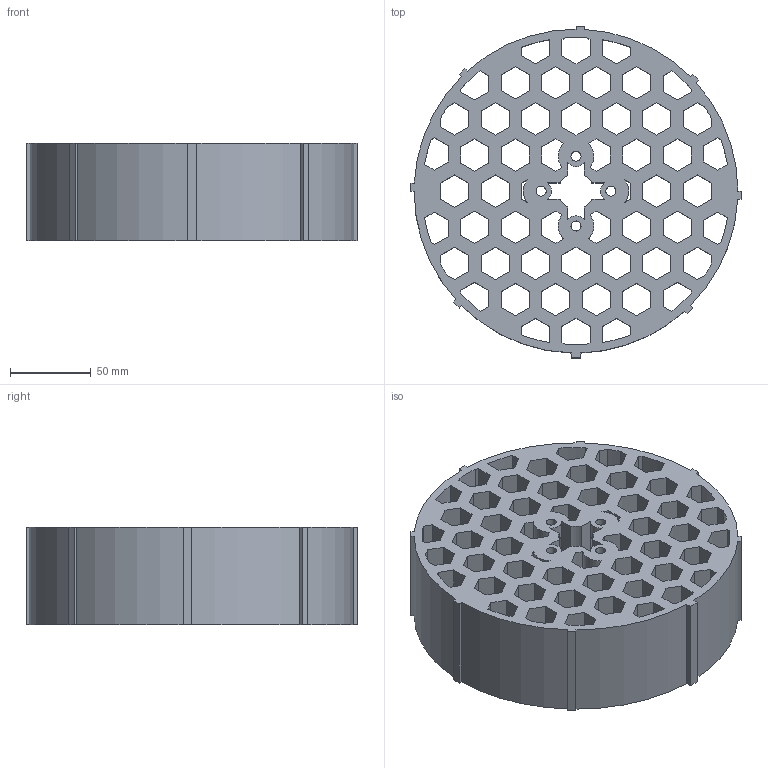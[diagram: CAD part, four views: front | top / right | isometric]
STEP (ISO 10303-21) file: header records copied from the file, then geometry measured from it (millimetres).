
FILE_DESCRIPTION(/* description */ ('','CAx-IF Rec.Pracs.---Representation and Presentation of Product Manufacturing Information (PMI)---4.0---2014-10-13'),/* implementation_level */ '2;1');
FILE_NAME(/* name */ 'wheel.step',/* time_stamp */ '2024-12-05T21:21:18-08:00',/* author */ (''),/* organization */ (''),/* preprocessor_version */ 'ST-DEVELOPER v20',/* originating_system */ 'Autodesk Translation Framework v13.20.0.188',/* authorisation */ '');
FILE_SCHEMA (('AP242_MANAGED_MODEL_BASED_3D_ENGINEERING_MIM_LF { 1 0 10303 442 1 1 4 }'));
Length unit declared in the file: millimetre
Products named in the file (1): nov21wheel
Bounding box: 204 x 204.97 x 60 mm (x, y, z)
Volume: 1090159.4 mm3; surface area: 275659.6 mm2
Topology: 1 solids, 1 shells, 402 faces, 1195 edges, 794 vertices
Faces by surface type: plane 346, cylinder 56
Full cylindrical faces by diameter (mm): 6.225 x7
Entity records: 13574 total; most frequent: CARTESIAN_POINT 2392, ORIENTED_EDGE 2390, DIRECTION 2115, EDGE_CURVE 1195, LINE 1081, VECTOR 1081, VERTEX_POINT 794, EDGE_LOOP 527
